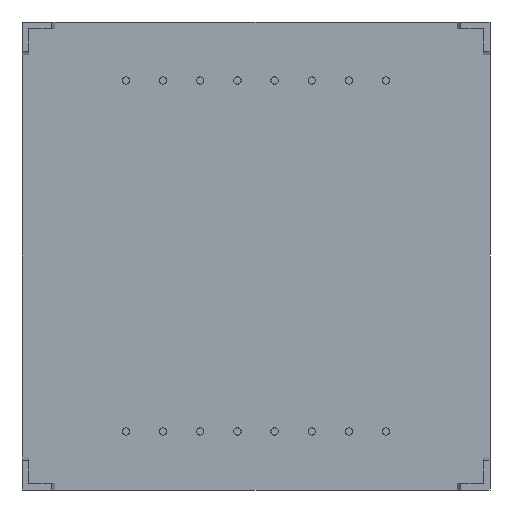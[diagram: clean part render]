
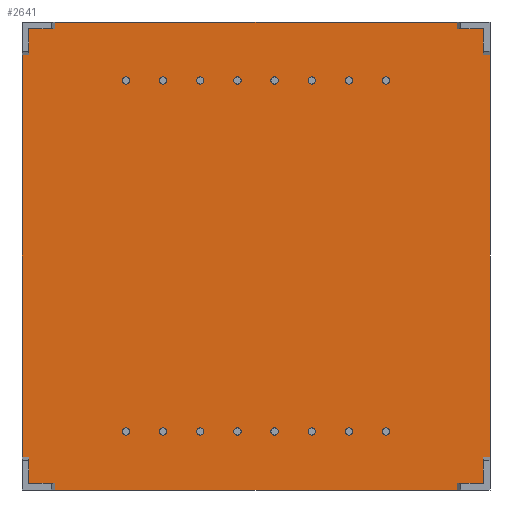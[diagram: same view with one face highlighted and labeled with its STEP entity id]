
A CAD part, front view. The second image highlights one B-rep face of the part: STEP entity #2641.
In plain terms, the highlighted planar face has unit normal (0, -1, 0).
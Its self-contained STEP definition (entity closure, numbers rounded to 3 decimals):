
#475=FACE_OUTER_BOUND('',#741,.T.);
#741=EDGE_LOOP('',(#1844,#1845,#1846,#1847,#1848,#1849,#1850,#1851,#1852,
#1853,#1854,#1855,#1856,#1857,#1858,#1859,#1860,#1861,#1862,#1863));
#1005=LINE('',#4436,#1157);
#1010=LINE('',#4445,#1162);
#1017=LINE('',#4461,#1169);
#1019=LINE('',#4465,#1171);
#1020=LINE('',#4466,#1172);
#1021=LINE('',#4468,#1173);
#1022=LINE('',#4470,#1174);
#1023=LINE('',#4472,#1175);
#1024=LINE('',#4474,#1176);
#1025=LINE('',#4476,#1177);
#1026=LINE('',#4478,#1178);
#1027=LINE('',#4480,#1179);
#1028=LINE('',#4482,#1180);
#1029=LINE('',#4484,#1181);
#1030=LINE('',#4486,#1182);
#1031=LINE('',#4488,#1183);
#1032=LINE('',#4490,#1184);
#1033=LINE('',#4492,#1185);
#1034=LINE('',#4494,#1186);
#1035=LINE('',#4495,#1187);
#1157=VECTOR('',#3429,10.);
#1162=VECTOR('',#3436,10.);
#1169=VECTOR('',#3445,10.);
#1171=VECTOR('',#3449,10.);
#1172=VECTOR('',#3450,10.);
#1173=VECTOR('',#3451,10.);
#1174=VECTOR('',#3452,10.);
#1175=VECTOR('',#3453,10.);
#1176=VECTOR('',#3454,10.);
#1177=VECTOR('',#3455,10.);
#1178=VECTOR('',#3456,10.);
#1179=VECTOR('',#3457,10.);
#1180=VECTOR('',#3458,10.);
#1181=VECTOR('',#3459,10.);
#1182=VECTOR('',#3460,10.);
#1183=VECTOR('',#3461,10.);
#1184=VECTOR('',#3462,10.);
#1185=VECTOR('',#3463,10.);
#1186=VECTOR('',#3464,10.);
#1187=VECTOR('',#3465,10.);
#1308=VERTEX_POINT('',#4432);
#1310=VERTEX_POINT('',#4435);
#1313=VERTEX_POINT('',#4442);
#1320=VERTEX_POINT('',#4458);
#1321=VERTEX_POINT('',#4460);
#1322=VERTEX_POINT('',#4464);
#1323=VERTEX_POINT('',#4467);
#1324=VERTEX_POINT('',#4469);
#1325=VERTEX_POINT('',#4471);
#1326=VERTEX_POINT('',#4473);
#1327=VERTEX_POINT('',#4475);
#1328=VERTEX_POINT('',#4477);
#1329=VERTEX_POINT('',#4479);
#1330=VERTEX_POINT('',#4481);
#1331=VERTEX_POINT('',#4483);
#1332=VERTEX_POINT('',#4485);
#1333=VERTEX_POINT('',#4487);
#1334=VERTEX_POINT('',#4489);
#1335=VERTEX_POINT('',#4491);
#1336=VERTEX_POINT('',#4493);
#1517=EDGE_CURVE('',#1310,#1308,#1005,.T.);
#1522=EDGE_CURVE('',#1313,#1310,#1010,.T.);
#1529=EDGE_CURVE('',#1321,#1320,#1017,.T.);
#1531=EDGE_CURVE('',#1308,#1322,#1019,.T.);
#1532=EDGE_CURVE('',#1322,#1321,#1020,.T.);
#1533=EDGE_CURVE('',#1320,#1323,#1021,.T.);
#1534=EDGE_CURVE('',#1323,#1324,#1022,.T.);
#1535=EDGE_CURVE('',#1324,#1325,#1023,.T.);
#1536=EDGE_CURVE('',#1325,#1326,#1024,.T.);
#1537=EDGE_CURVE('',#1326,#1327,#1025,.T.);
#1538=EDGE_CURVE('',#1327,#1328,#1026,.T.);
#1539=EDGE_CURVE('',#1328,#1329,#1027,.T.);
#1540=EDGE_CURVE('',#1329,#1330,#1028,.T.);
#1541=EDGE_CURVE('',#1330,#1331,#1029,.T.);
#1542=EDGE_CURVE('',#1331,#1332,#1030,.T.);
#1543=EDGE_CURVE('',#1332,#1333,#1031,.T.);
#1544=EDGE_CURVE('',#1333,#1334,#1032,.T.);
#1545=EDGE_CURVE('',#1334,#1335,#1033,.T.);
#1546=EDGE_CURVE('',#1335,#1336,#1034,.T.);
#1547=EDGE_CURVE('',#1336,#1313,#1035,.T.);
#1844=ORIENTED_EDGE('',*,*,#1522,.T.);
#1845=ORIENTED_EDGE('',*,*,#1517,.T.);
#1846=ORIENTED_EDGE('',*,*,#1531,.T.);
#1847=ORIENTED_EDGE('',*,*,#1532,.T.);
#1848=ORIENTED_EDGE('',*,*,#1529,.T.);
#1849=ORIENTED_EDGE('',*,*,#1533,.T.);
#1850=ORIENTED_EDGE('',*,*,#1534,.T.);
#1851=ORIENTED_EDGE('',*,*,#1535,.T.);
#1852=ORIENTED_EDGE('',*,*,#1536,.T.);
#1853=ORIENTED_EDGE('',*,*,#1537,.T.);
#1854=ORIENTED_EDGE('',*,*,#1538,.T.);
#1855=ORIENTED_EDGE('',*,*,#1539,.T.);
#1856=ORIENTED_EDGE('',*,*,#1540,.T.);
#1857=ORIENTED_EDGE('',*,*,#1541,.T.);
#1858=ORIENTED_EDGE('',*,*,#1542,.T.);
#1859=ORIENTED_EDGE('',*,*,#1543,.T.);
#1860=ORIENTED_EDGE('',*,*,#1544,.T.);
#1861=ORIENTED_EDGE('',*,*,#1545,.T.);
#1862=ORIENTED_EDGE('',*,*,#1546,.T.);
#1863=ORIENTED_EDGE('',*,*,#1547,.T.);
#2455=PLANE('',#3001);
#2641=ADVANCED_FACE('',(#475),#2455,.F.);
#3001=AXIS2_PLACEMENT_3D('',#4463,#3447,#3448);
#3429=DIRECTION('',(0.,0.,1.));
#3436=DIRECTION('',(-1.,0.,0.));
#3445=DIRECTION('',(-1.,0.,0.));
#3447=DIRECTION('center_axis',(0.,1.,0.));
#3448=DIRECTION('ref_axis',(1.,0.,0.));
#3449=DIRECTION('',(-1.,0.,0.));
#3450=DIRECTION('',(0.,0.,1.));
#3451=DIRECTION('',(0.,0.,-1.));
#3452=DIRECTION('',(-1.,0.,0.));
#3453=DIRECTION('',(0.,0.,-1.));
#3454=DIRECTION('',(-1.,0.,0.));
#3455=DIRECTION('',(0.,0.,-1.));
#3456=DIRECTION('',(1.,0.,0.));
#3457=DIRECTION('',(0.,0.,-1.));
#3458=DIRECTION('',(1.,0.,0.));
#3459=DIRECTION('',(0.,0.,-1.));
#3460=DIRECTION('',(1.,0.,0.));
#3461=DIRECTION('',(0.,0.,1.));
#3462=DIRECTION('',(1.,0.,0.));
#3463=DIRECTION('',(0.,0.,1.));
#3464=DIRECTION('',(1.,0.,0.));
#3465=DIRECTION('',(0.,0.,1.));
#4432=CARTESIAN_POINT('',(15.55,1.5,15.55));
#4435=CARTESIAN_POINT('',(15.55,1.5,13.75));
#4436=CARTESIAN_POINT('',(15.55,1.5,7.438));
#4442=CARTESIAN_POINT('',(16.,1.5,13.75));
#4445=CARTESIAN_POINT('',(8.,1.5,13.75));
#4458=CARTESIAN_POINT('',(-13.75,1.5,16.));
#4460=CARTESIAN_POINT('',(13.75,1.5,16.));
#4461=CARTESIAN_POINT('',(16.,1.5,16.));
#4463=CARTESIAN_POINT('Origin',(0.,1.5,0.));
#4464=CARTESIAN_POINT('',(13.75,1.5,15.55));
#4465=CARTESIAN_POINT('',(7.438,1.5,15.55));
#4466=CARTESIAN_POINT('',(13.75,1.5,8.));
#4467=CARTESIAN_POINT('',(-13.75,1.5,15.55));
#4468=CARTESIAN_POINT('',(-13.75,1.5,8.));
#4469=CARTESIAN_POINT('',(-15.55,1.5,15.55));
#4470=CARTESIAN_POINT('',(-7.438,1.5,15.55));
#4471=CARTESIAN_POINT('',(-15.55,1.5,13.75));
#4472=CARTESIAN_POINT('',(-15.55,1.5,7.438));
#4473=CARTESIAN_POINT('',(-16.,1.5,13.75));
#4474=CARTESIAN_POINT('',(-8.,1.5,13.75));
#4475=CARTESIAN_POINT('',(-16.,1.5,-13.75));
#4476=CARTESIAN_POINT('',(-16.,1.5,16.));
#4477=CARTESIAN_POINT('',(-15.55,1.5,-13.75));
#4478=CARTESIAN_POINT('',(-8.,1.5,-13.75));
#4479=CARTESIAN_POINT('',(-15.55,1.5,-15.55));
#4480=CARTESIAN_POINT('',(-15.55,1.5,-7.438));
#4481=CARTESIAN_POINT('',(-13.75,1.5,-15.55));
#4482=CARTESIAN_POINT('',(-7.438,1.5,-15.55));
#4483=CARTESIAN_POINT('',(-13.75,1.5,-16.));
#4484=CARTESIAN_POINT('',(-13.75,1.5,-8.));
#4485=CARTESIAN_POINT('',(13.75,1.5,-16.));
#4486=CARTESIAN_POINT('',(-16.,1.5,-16.));
#4487=CARTESIAN_POINT('',(13.75,1.5,-15.55));
#4488=CARTESIAN_POINT('',(13.75,1.5,-8.));
#4489=CARTESIAN_POINT('',(15.55,1.5,-15.55));
#4490=CARTESIAN_POINT('',(7.438,1.5,-15.55));
#4491=CARTESIAN_POINT('',(15.55,1.5,-13.75));
#4492=CARTESIAN_POINT('',(15.55,1.5,-7.438));
#4493=CARTESIAN_POINT('',(16.,1.5,-13.75));
#4494=CARTESIAN_POINT('',(8.,1.5,-13.75));
#4495=CARTESIAN_POINT('',(16.,1.5,-16.));
